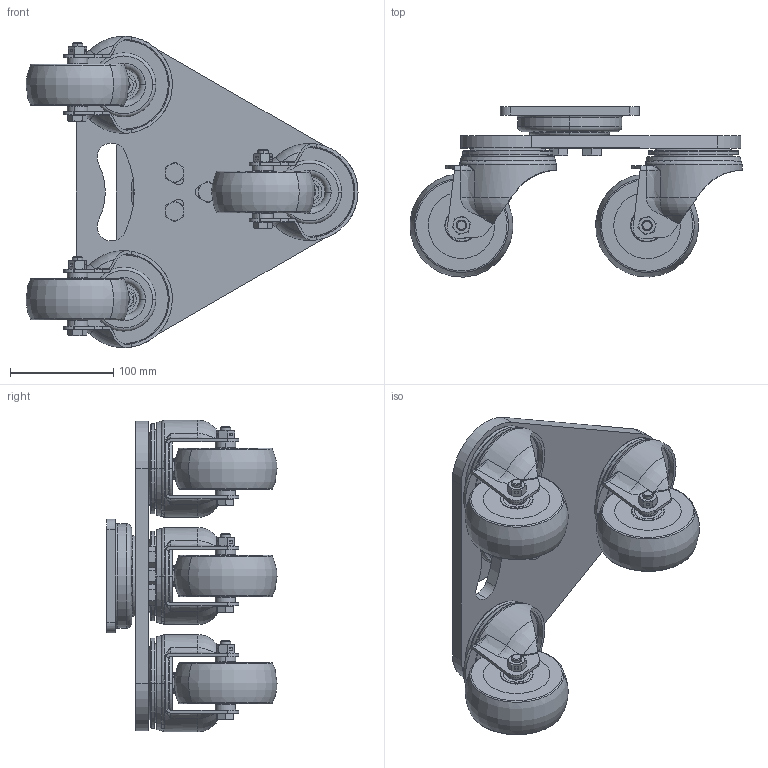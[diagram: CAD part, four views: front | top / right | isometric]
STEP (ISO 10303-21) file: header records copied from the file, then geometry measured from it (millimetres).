
FILE_DESCRIPTION (( 'STEP AP214' ), '1' );
FILE_NAME ('0049326.step', '2020-06-24T12:24:11', ( '' ), ( '' ), 'SwSTEP 2.0', 'SolidWorks 2018', '' );
FILE_SCHEMA (( 'AUTOMOTIVE_DESIGN' ));
Length unit declared in the file: millimetre
Products named in the file (1): 0049326
Bounding box: 321.87 x 164.94 x 301.84 mm (x, y, z)
Volume: 2155804.2 mm3; surface area: 503275.6 mm2
Topology: 62 solids, 62 shells, 1326 faces, 2916 edges, 1776 vertices
Faces by surface type: plane 456, cylinder 441, cone 186, torus 177, bspline 66
Entity records: 61588 total; most frequent: CARTESIAN_POINT 17158, DIRECTION 6326, ORIENTED_EDGE 5796, EDGE_CURVE 2898, AXIS2_PLACEMENT_3D 2641, VERTEX_POINT 1776, EDGE_LOOP 1542, UNCERTAINTY_MEASURE_WITH_UNIT 1390
